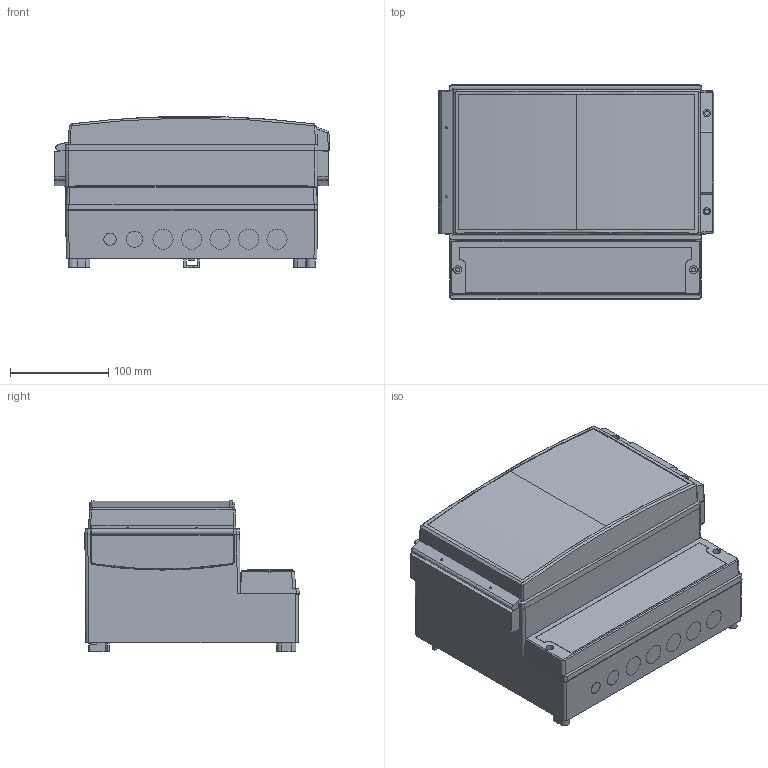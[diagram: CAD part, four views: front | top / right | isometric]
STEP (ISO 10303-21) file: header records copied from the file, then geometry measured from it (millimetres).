
FILE_DESCRIPTION (( 'STEP AP214' ), '1' );
FILE_NAME ('7525134_FIBOX_CM25_22-3.STEP', '2022-11-07T08:11:38', ( 'fiboxadmin' ), ( '' ), 'SwSTEP 2.0', 'SolidWorks 2021', '' );
FILE_SCHEMA (( 'AUTOMOTIVE_DESIGN' ));
Length unit declared in the file: millimetre
Products named in the file (4): FIBOX_CM2522-3TC; FIBOX_CM2522-3C; FIBOX_CM2522-30B; 7525134_FIBOX_CM25_22-3
Assembly tree (3 placements, depth 2):
  7525134_FIBOX_CM25_22-3
    FIBOX_CM2522-30B
    FIBOX_CM2522-3C
    FIBOX_CM2522-3TC
Bounding box: 280.49 x 218 x 153.94 mm (x, y, z)
Volume: 925216 mm3; surface area: 529583.4 mm2
Topology: 3 solids, 3 shells, 838 faces, 2240 edges, 1484 vertices
Faces by surface type: plane 593, cylinder 207, cone 21, bspline 10, torus 7
Entity records: 26403 total; most frequent: CARTESIAN_POINT 5086, ORIENTED_EDGE 4480, DIRECTION 4233, EDGE_CURVE 2240, VECTOR 1735, LINE 1735, VERTEX_POINT 1484, AXIS2_PLACEMENT_3D 1249
